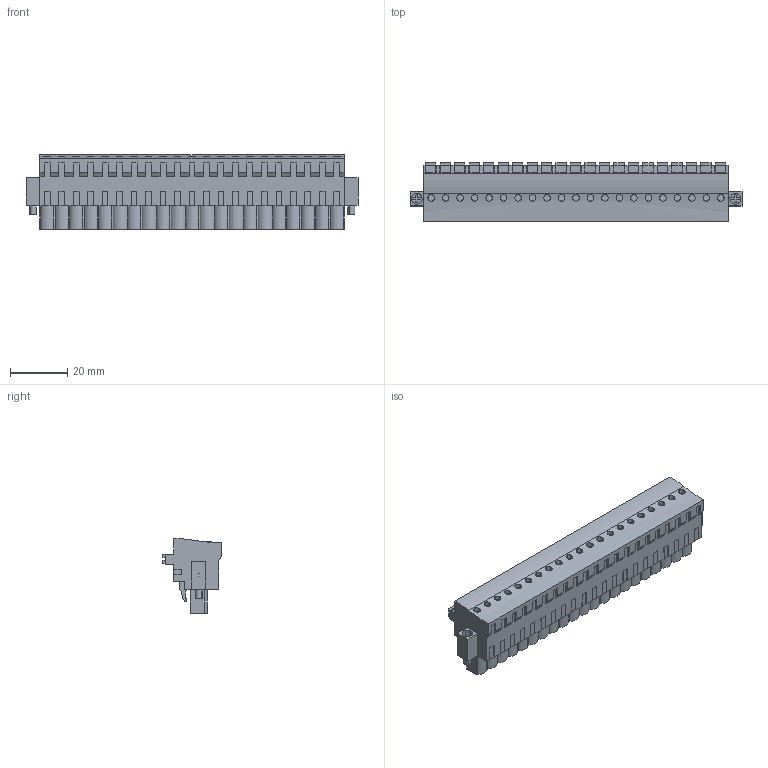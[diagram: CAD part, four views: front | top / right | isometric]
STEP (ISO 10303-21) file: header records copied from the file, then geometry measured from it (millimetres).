
FILE_DESCRIPTION(('CATIA V5 STEP Exchange','CAx-IF Rec.Pracs.--- Model Styling and Organization---1.2---2011-12-15'),'2;1');
FILE_NAME ('D1452276_0_1477230000_1477230000.stp','2017-09-09T13:48:35+00:00',('none'),('Weidmueller'),'CATIA Version 5-6 Release 2014','CATIA V5 STEP AP214','none');
FILE_SCHEMA(('AUTOMOTIVE_DESIGN { 1 0 10303 214 1 1 1 1 }'));
Length unit declared in the file: millimetre
Products named in the file (1): 1477230000
Bounding box: 116.48 x 20.64 x 26.24 mm (x, y, z)
Volume: 32932.9 mm3; surface area: 14236.7 mm2
Topology: 24 solids, 24 shells, 1407 faces, 4044 edges, 2775 vertices
Faces by surface type: plane 1127, cylinder 272, extrusion 8
Entity records: 45561 total; most frequent: CARTESIAN_POINT 8902, ORIENTED_EDGE 8088, DIRECTION 5901, EDGE_CURVE 4044, VECTOR 3446, LINE 3438, VERTEX_POINT 2775, EDGE_LOOP 1501
